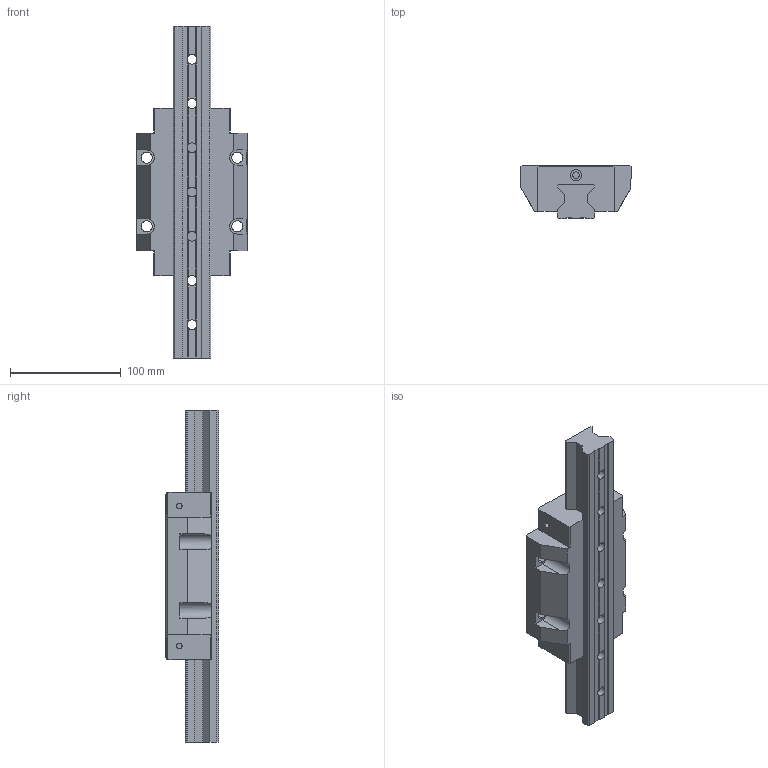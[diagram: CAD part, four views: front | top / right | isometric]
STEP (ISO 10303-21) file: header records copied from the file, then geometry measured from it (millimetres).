
FILE_DESCRIPTION((''),'2;1');
FILE_NAME('RGW35HC_ASM','2008-07-11T',('danharen'),(''),'PRO/ENGINEER BY PARAMETRIC TECHNOLOGY CORPORATION, 2004360','PRO/ENGINEER BY PARAMETRIC TECHNOLOGY CORPORATION, 2004360','');
FILE_SCHEMA(('CONFIG_CONTROL_DESIGN'));
Length unit declared in the file: millimetre
Products named in the file (4): RGW35HC_BLOCK_8; PRT0010; RGW35HC_ASM_8_ASM; RGW35HC_ASM
Assembly tree (3 placements, depth 3):
  RGW35HC_ASM
    RGW35HC_ASM_8_ASM
      RGW35HC_BLOCK_8
      PRT0010
Bounding box: 100 x 48 x 300 mm (x, y, z)
Volume: 648298.2 mm3; surface area: 107388.8 mm2
Topology: 2 solids, 2 shells, 214 faces, 588 edges, 392 vertices
Faces by surface type: plane 142, cylinder 72
Entity records: 7020 total; most frequent: CARTESIAN_POINT 1293, ORIENTED_EDGE 1176, DIRECTION 1170, EDGE_CURVE 588, AXIS2_PLACEMENT_3D 395, VERTEX_POINT 392, VECTOR 380, LINE 380
